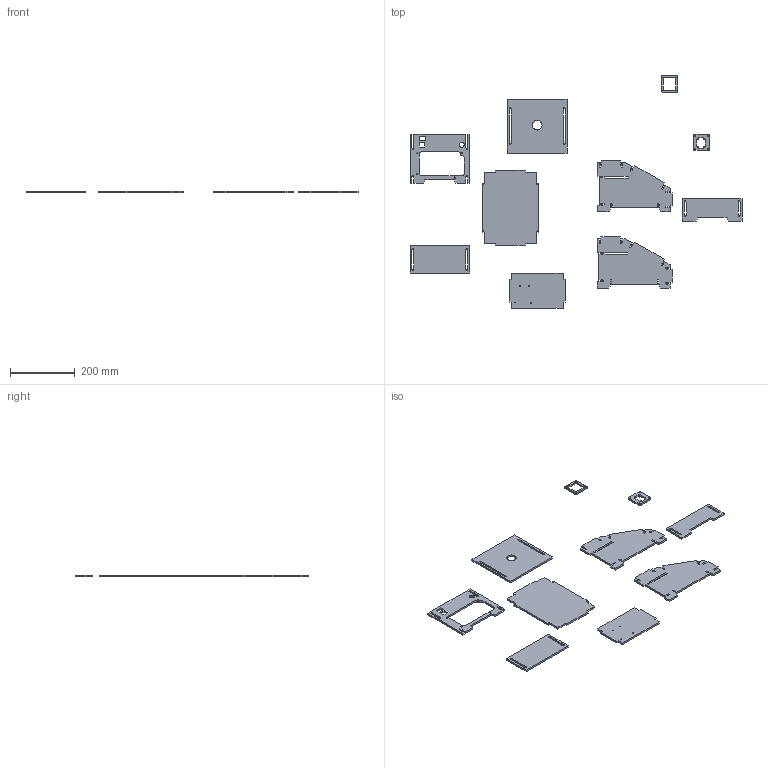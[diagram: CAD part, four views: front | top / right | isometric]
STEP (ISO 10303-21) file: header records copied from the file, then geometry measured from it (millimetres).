
FILE_DESCRIPTION(/* description */ (''),/* implementation_level */ '2;1');
FILE_NAME(/* name */ 'Laser assy.stp',/* time_stamp */ '2012-05-15T22:11:54+02:00',/* author */ (''),/* organization */ (''),/* preprocessor_version */ 'ST-DEVELOPER v11',/* originating_system */ 'SIEMENS PLM Software NX 7.5',/* authorisation */ '');
FILE_SCHEMA (('AUTOMOTIVE_DESIGN { 1 0 10303 214 1 1 1 1 }'));
Length unit declared in the file: millimetre
Products named in the file (10): Joystick spacer; Joystick mount; Voorplaat; Elektronicaplaat; Bovenplaat; Achterplaat; Bedieningspaneel; Zijplaat; Onderplaat; Laser assy
Assembly tree (10 placements, depth 2):
  Laser assy
    Onderplaat
    Zijplaat  x2
    Bedieningspaneel
    Achterplaat
    Bovenplaat
    Elektronicaplaat
    Voorplaat
    Joystick mount
    Joystick spacer
Bounding box: 1022.54 x 715.74 x 6 mm (x, y, z)
Volume: 1092701.6 mm3; surface area: 419310.8 mm2
Topology: 10 solids, 10 shells, 522 faces, 1506 edges, 1004 vertices
Faces by surface type: plane 458, cylinder 64
Full cylindrical faces by diameter (mm): 2.5 x16, 3 x20, 3.5 x4, 15 x1, 30 x1
Entity records: 12159 total; most frequent: CARTESIAN_POINT 2093, ORIENTED_EDGE 2022, DIRECTION 1899, EDGE_CURVE 1011, LINE 883, VECTOR 883, VERTEX_POINT 702, EDGE_LOOP 519
